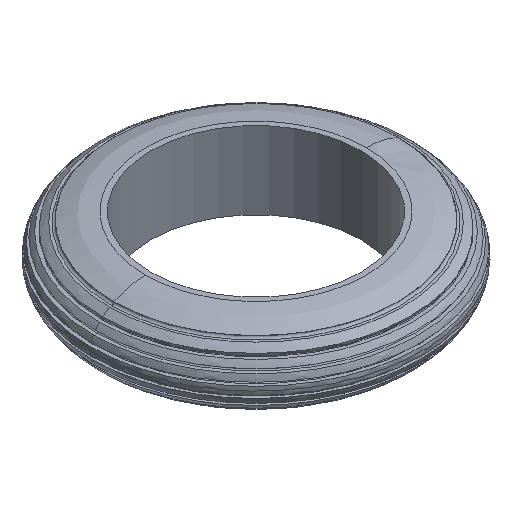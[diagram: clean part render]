
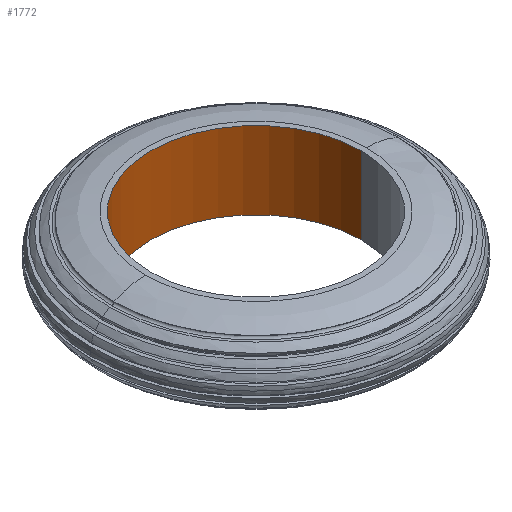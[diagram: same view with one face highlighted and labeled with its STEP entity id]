
A CAD part, isometric view. The second image highlights one B-rep face of the part: STEP entity #1772.
In plain terms, the highlighted cylindrical face has radius 48.419 mm (diameter 96.837 mm), a partial arc.
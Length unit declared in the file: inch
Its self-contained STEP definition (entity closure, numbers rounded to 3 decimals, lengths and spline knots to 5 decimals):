
#274 = LINE ( 'NONE', #4048, #8064 ) ;
#458 = VERTEX_POINT ( 'NONE', #2137 ) ;
#1772 = ADVANCED_FACE ( 'NONE', ( #4405 ), #8781, .F. ) ;
#2137 = CARTESIAN_POINT ( 'NONE',  ( 1.90625, 0., 0. ) ) ;
#2251 = DIRECTION ( 'NONE',  ( 1., 0., 0. ) ) ;
#2258 = VECTOR ( 'NONE', #2414, 39.37008 ) ;
#2405 = CIRCLE ( 'NONE', #2568, 1.90625 ) ;
#2414 = DIRECTION ( 'NONE',  ( 0., 0., -1. ) ) ;
#2561 = CIRCLE ( 'NONE', #8697, 1.90625 ) ;
#2568 = AXIS2_PLACEMENT_3D ( 'NONE', #3787, #7243, #8051 ) ;
#2972 = DIRECTION ( 'NONE',  ( 0., 0., 1. ) ) ;
#3270 = VERTEX_POINT ( 'NONE', #4381 ) ;
#3508 = EDGE_LOOP ( 'NONE', ( #4653, #7638, #4233, #8749 ) ) ;
#3787 = CARTESIAN_POINT ( 'NONE',  ( 0., 0., 0. ) ) ;
#4048 = CARTESIAN_POINT ( 'NONE',  ( 1.90625, 0., 1.4 ) ) ;
#4233 = ORIENTED_EDGE ( 'NONE', *, *, #9358, .T. ) ;
#4311 = DIRECTION ( 'NONE',  ( -1., 0., 0. ) ) ;
#4381 = CARTESIAN_POINT ( 'NONE',  ( 1.90625, 0., 1.4 ) ) ;
#4405 = FACE_OUTER_BOUND ( 'NONE', #3508, .T. ) ;
#4453 = DIRECTION ( 'NONE',  ( 0., 0., -1. ) ) ;
#4653 = ORIENTED_EDGE ( 'NONE', *, *, #6944, .F. ) ;
#5039 = CARTESIAN_POINT ( 'NONE',  ( 0., 0., 1.4 ) ) ;
#5464 = CARTESIAN_POINT ( 'NONE',  ( -1.90625, 0., 1.4 ) ) ;
#5611 = AXIS2_PLACEMENT_3D ( 'NONE', #5039, #4453, #4311 ) ;
#5883 = VERTEX_POINT ( 'NONE', #8090 ) ;
#5924 = VERTEX_POINT ( 'NONE', #5464 ) ;
#6471 = EDGE_CURVE ( 'NONE', #3270, #5924, #2561, .T. ) ;
#6944 = EDGE_CURVE ( 'NONE', #3270, #458, #274, .T. ) ;
#6976 = DIRECTION ( 'NONE',  ( 0., 0., -1. ) ) ;
#7243 = DIRECTION ( 'NONE',  ( 0., 0., 1. ) ) ;
#7419 = EDGE_CURVE ( 'NONE', #458, #5883, #2405, .T. ) ;
#7508 = LINE ( 'NONE', #8996, #2258 ) ;
#7638 = ORIENTED_EDGE ( 'NONE', *, *, #6471, .T. ) ;
#8051 = DIRECTION ( 'NONE',  ( 1., 0., 0. ) ) ;
#8064 = VECTOR ( 'NONE', #6976, 39.37008 ) ;
#8090 = CARTESIAN_POINT ( 'NONE',  ( -1.90625, 0., 0. ) ) ;
#8697 = AXIS2_PLACEMENT_3D ( 'NONE', #9408, #2972, #2251 ) ;
#8749 = ORIENTED_EDGE ( 'NONE', *, *, #7419, .F. ) ;
#8781 = CYLINDRICAL_SURFACE ( 'NONE', #5611, 1.90625 ) ;
#8996 = CARTESIAN_POINT ( 'NONE',  ( -1.90625, 0., 1.4 ) ) ;
#9358 = EDGE_CURVE ( 'NONE', #5924, #5883, #7508, .T. ) ;
#9408 = CARTESIAN_POINT ( 'NONE',  ( 0., 0., 1.4 ) ) ;
